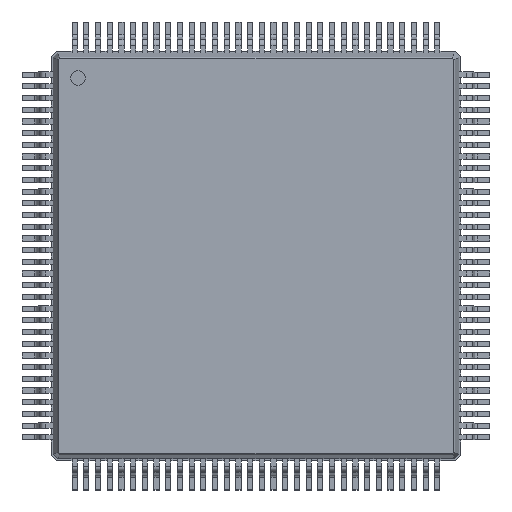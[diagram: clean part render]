
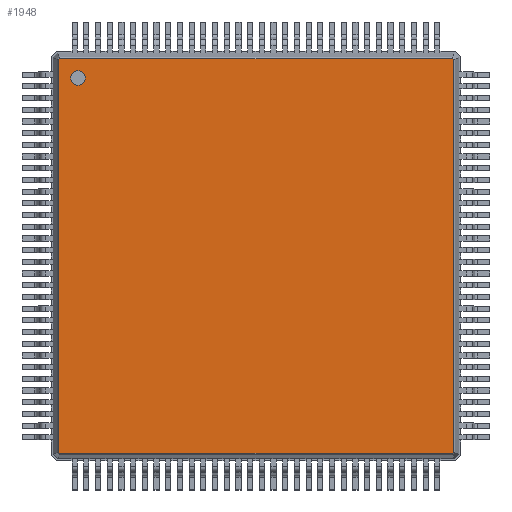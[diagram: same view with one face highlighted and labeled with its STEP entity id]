
A CAD part, top view. The second image highlights one B-rep face of the part: STEP entity #1948.
In plain terms, the highlighted planar face has unit normal (0, 0, 1).
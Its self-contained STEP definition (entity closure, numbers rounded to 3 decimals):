
#13=DIRECTION('',(0.,0.,1.));
#43=CARTESIAN_POINT('',(-6.718,6.787,1.5));
#337=VERTEX_POINT('',#338);
#338=CARTESIAN_POINT('',(-6.702,6.746,1.5));
#355=EDGE_CURVE('',#337,#356,#358,.T.);
#356=VERTEX_POINT('',#357);
#357=CARTESIAN_POINT('',(6.702,6.746,1.5));
#358=B_SPLINE_CURVE_WITH_KNOTS('',2,(#359,#360,#361,#362,#363),.UNSPECIFIED.,.F.,.F.,(3,1,1,3),(-0.698,-0.04,13.477,14.135),.UNSPECIFIED.);
#359=CARTESIAN_POINT('',(-7.417,6.746,1.5));
#360=CARTESIAN_POINT('',(-7.088,6.746,1.5));
#361=CARTESIAN_POINT('',(0.,6.746,1.5));
#362=CARTESIAN_POINT('',(7.088,6.746,1.5));
#363=CARTESIAN_POINT('',(7.417,6.746,1.5));
#1569=DIRECTION('',(0.,-1.,0.));
#1884=EDGE_CURVE('',#356,#1885,#1887,.T.);
#1885=VERTEX_POINT('',#1886);
#1886=CARTESIAN_POINT('',(6.746,6.702,1.5));
#1887=B_SPLINE_CURVE_WITH_KNOTS('',2,(#1888,#1889,#1890,#1891,#1892),.UNSPECIFIED.,.F.,.F.,(3,1,1,3),(-0.29,-0.04,0.137,0.386),.UNSPECIFIED.);
#1888=CARTESIAN_POINT('',(6.485,6.963,1.5));
#1889=CARTESIAN_POINT('',(6.574,6.875,1.5));
#1890=CARTESIAN_POINT('',(6.724,6.724,1.5));
#1891=CARTESIAN_POINT('',(6.875,6.574,1.5));
#1892=CARTESIAN_POINT('',(6.963,6.485,1.5));
#1916=VERTEX_POINT('',#1917);
#1917=CARTESIAN_POINT('',(-6.746,6.702,1.5));
#1934=EDGE_CURVE('',#1916,#337,#1935,.T.);
#1935=B_SPLINE_CURVE_WITH_KNOTS('',2,(#1936,#1937,#1938,#1939,#1940),.UNSPECIFIED.,.F.,.F.,(3,1,1,3),(-0.29,-0.04,0.137,0.386),.UNSPECIFIED.);
#1936=CARTESIAN_POINT('',(-6.963,6.485,1.5));
#1937=CARTESIAN_POINT('',(-6.875,6.574,1.5));
#1938=CARTESIAN_POINT('',(-6.724,6.724,1.5));
#1939=CARTESIAN_POINT('',(-6.574,6.875,1.5));
#1940=CARTESIAN_POINT('',(-6.485,6.963,1.5));
#1948=ADVANCED_FACE('',(#1949,#2002),#2012,.T.);
#1949=FACE_BOUND('',#1950,.T.);
#1950=EDGE_LOOP('',(#1951,#1952,#1953,#1963,#1973,#1983,#1993,#2001));
#1951=ORIENTED_EDGE('',*,*,#355,.F.);
#1952=ORIENTED_EDGE('',*,*,#1934,.F.);
#1953=ORIENTED_EDGE('',*,*,#1954,.F.);
#1954=EDGE_CURVE('',#1955,#1916,#1957,.T.);
#1955=VERTEX_POINT('',#1956);
#1956=CARTESIAN_POINT('',(-6.746,-6.702,1.5));
#1957=B_SPLINE_CURVE_WITH_KNOTS('',2,(#1958,#1959,#1960,#1961,#1962),.UNSPECIFIED.,.F.,.F.,(3,1,1,3),(-0.698,-0.04,13.477,14.135),.UNSPECIFIED.);
#1958=CARTESIAN_POINT('',(-6.746,-7.417,1.5));
#1959=CARTESIAN_POINT('',(-6.746,-7.088,1.5));
#1960=CARTESIAN_POINT('',(-6.746,0.,1.5));
#1961=CARTESIAN_POINT('',(-6.746,7.088,1.5));
#1962=CARTESIAN_POINT('',(-6.746,7.417,1.5));
#1963=ORIENTED_EDGE('',*,*,#1964,.F.);
#1964=EDGE_CURVE('',#1965,#1955,#1967,.T.);
#1965=VERTEX_POINT('',#1966);
#1966=CARTESIAN_POINT('',(-6.702,-6.746,1.5));
#1967=B_SPLINE_CURVE_WITH_KNOTS('',2,(#1968,#1969,#1970,#1971,#1972),.UNSPECIFIED.,.F.,.F.,(3,1,1,3),(-0.29,-0.04,0.137,0.386),.UNSPECIFIED.);
#1968=CARTESIAN_POINT('',(-6.485,-6.963,1.5));
#1969=CARTESIAN_POINT('',(-6.574,-6.875,1.5));
#1970=CARTESIAN_POINT('',(-6.724,-6.724,1.5));
#1971=CARTESIAN_POINT('',(-6.875,-6.574,1.5));
#1972=CARTESIAN_POINT('',(-6.963,-6.485,1.5));
#1973=ORIENTED_EDGE('',*,*,#1974,.F.);
#1974=EDGE_CURVE('',#1975,#1965,#1977,.T.);
#1975=VERTEX_POINT('',#1976);
#1976=CARTESIAN_POINT('',(6.702,-6.746,1.5));
#1977=B_SPLINE_CURVE_WITH_KNOTS('',2,(#1978,#1979,#1980,#1981,#1982),.UNSPECIFIED.,.F.,.F.,(3,1,1,3),(-0.698,-0.04,13.477,14.135),.UNSPECIFIED.);
#1978=CARTESIAN_POINT('',(7.417,-6.746,1.5));
#1979=CARTESIAN_POINT('',(7.088,-6.746,1.5));
#1980=CARTESIAN_POINT('',(0.,-6.746,1.5));
#1981=CARTESIAN_POINT('',(-7.088,-6.746,1.5));
#1982=CARTESIAN_POINT('',(-7.417,-6.746,1.5));
#1983=ORIENTED_EDGE('',*,*,#1984,.F.);
#1984=EDGE_CURVE('',#1985,#1975,#1987,.T.);
#1985=VERTEX_POINT('',#1986);
#1986=CARTESIAN_POINT('',(6.746,-6.702,1.5));
#1987=B_SPLINE_CURVE_WITH_KNOTS('',2,(#1988,#1989,#1990,#1991,#1992),.UNSPECIFIED.,.F.,.F.,(3,1,1,3),(-0.29,-0.04,0.137,0.386),.UNSPECIFIED.);
#1988=CARTESIAN_POINT('',(6.963,-6.485,1.5));
#1989=CARTESIAN_POINT('',(6.875,-6.574,1.5));
#1990=CARTESIAN_POINT('',(6.724,-6.724,1.5));
#1991=CARTESIAN_POINT('',(6.574,-6.875,1.5));
#1992=CARTESIAN_POINT('',(6.485,-6.963,1.5));
#1993=ORIENTED_EDGE('',*,*,#1994,.F.);
#1994=EDGE_CURVE('',#1885,#1985,#1995,.T.);
#1995=B_SPLINE_CURVE_WITH_KNOTS('',2,(#1996,#1997,#1998,#1999,#2000),.UNSPECIFIED.,.F.,.F.,(3,1,1,3),(-0.698,-0.04,13.477,14.135),.UNSPECIFIED.);
#1996=CARTESIAN_POINT('',(6.746,7.417,1.5));
#1997=CARTESIAN_POINT('',(6.746,7.088,1.5));
#1998=CARTESIAN_POINT('',(6.746,0.,1.5));
#1999=CARTESIAN_POINT('',(6.746,-7.088,1.5));
#2000=CARTESIAN_POINT('',(6.746,-7.417,1.5));
#2001=ORIENTED_EDGE('',*,*,#1884,.F.);
#2002=FACE_BOUND('',#2003,.T.);
#2003=EDGE_LOOP('',(#2004));
#2004=ORIENTED_EDGE('',*,*,#2005,.T.);
#2005=EDGE_CURVE('',#2006,#2006,#2008,.T.);
#2006=VERTEX_POINT('',#2007);
#2007=CARTESIAN_POINT('',(-6.087,5.837,1.5));
#2008=CIRCLE('',#2009,0.25);
#2009=AXIS2_PLACEMENT_3D('',#2010,#2011,#1569);
#2010=CARTESIAN_POINT('',(-6.087,6.087,1.5));
#2011=DIRECTION('',(0.,-0.,-1.));
#2012=PLANE('',#2013);
#2013=AXIS2_PLACEMENT_3D('',#43,#13,#2014);
#2014=DIRECTION('',(0.704,-0.711,0.));
